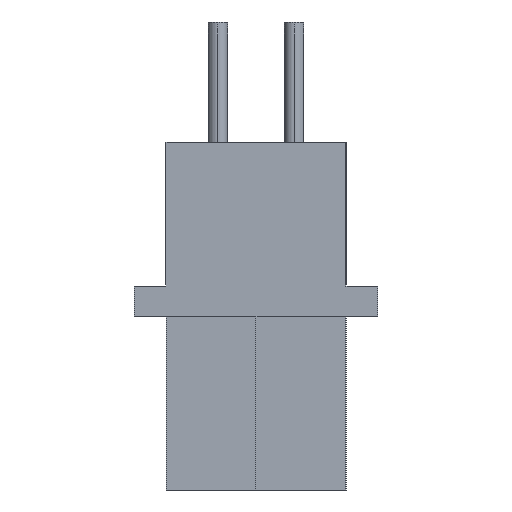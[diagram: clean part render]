
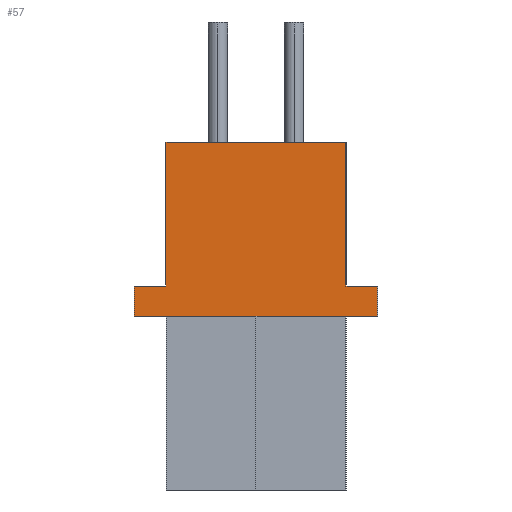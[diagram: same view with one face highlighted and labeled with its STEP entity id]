
A CAD part, left-side view. The second image highlights one B-rep face of the part: STEP entity #57.
In plain terms, the highlighted planar face has unit normal (-1, 0, 0).
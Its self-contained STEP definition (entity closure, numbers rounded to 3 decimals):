
#57=ADVANCED_FACE('3577',(#511),#512,.T.);
#511=FACE_OUTER_BOUND('',#1394,.T.);
#512=PLANE('',#1395);
#1394=EDGE_LOOP('',(#2441,#2442,#2443,#2444,#2445,#2446,#2447,#2448));
#1395=AXIS2_PLACEMENT_3D('',#2449,#2450,#2451);
#2441=ORIENTED_EDGE('',*,*,#5388,.F.);
#2442=ORIENTED_EDGE('',*,*,#5389,.F.);
#2443=ORIENTED_EDGE('',*,*,#5377,.T.);
#2444=ORIENTED_EDGE('',*,*,#5387,.T.);
#2445=ORIENTED_EDGE('',*,*,#5390,.T.);
#2446=ORIENTED_EDGE('',*,*,#5391,.F.);
#2447=ORIENTED_EDGE('',*,*,#5392,.F.);
#2448=ORIENTED_EDGE('',*,*,#5393,.T.);
#2449=CARTESIAN_POINT('',(-27.5,4.05,-5.8));
#2450=DIRECTION('',(-1.0,0.0,0.0));
#2451=DIRECTION('',(0.0,0.0,1.0));
#5377=EDGE_CURVE('3982',#6413,#6414,#6415,.T.);
#5387=EDGE_CURVE('4062',#6414,#6431,#6433,.T.);
#5388=EDGE_CURVE('4051',#6434,#6435,#6436,.T.);
#5389=EDGE_CURVE('4063',#6413,#6434,#6437,.T.);
#5390=EDGE_CURVE('4052',#6431,#6438,#6439,.T.);
#5391=EDGE_CURVE('4053',#6440,#6438,#6441,.T.);
#5392=EDGE_CURVE('4060',#6442,#6440,#6443,.T.);
#5393=EDGE_CURVE('4050',#6442,#6435,#6444,.T.);
#6413=VERTEX_POINT('',#8009);
#6414=VERTEX_POINT('',#8010);
#6415=LINE('',#8011,#8012);
#6431=VERTEX_POINT('',#8032);
#6433=LINE('',#8035,#8036);
#6434=VERTEX_POINT('',#8037);
#6435=VERTEX_POINT('',#8038);
#6436=LINE('',#8039,#8040);
#6437=LINE('',#8041,#8042);
#6438=VERTEX_POINT('',#8043);
#6439=LINE('',#8044,#8045);
#6440=VERTEX_POINT('',#8046);
#6441=LINE('',#8047,#8048);
#6442=VERTEX_POINT('',#8049);
#6443=LINE('',#8050,#8051);
#6444=LINE('',#8052,#8053);
#8009=CARTESIAN_POINT('',(-27.5,4.05,0.0));
#8010=CARTESIAN_POINT('',(-27.5,-4.05,0.0));
#8011=CARTESIAN_POINT('',(-27.5,4.05,0.0));
#8012=VECTOR('',#9913,8.1);
#8032=CARTESIAN_POINT('',(-27.5,-4.05,1.0));
#8035=CARTESIAN_POINT('',(-27.5,-4.05,0.0));
#8036=VECTOR('',#9931,1.0);
#8037=CARTESIAN_POINT('',(-27.5,4.05,1.0));
#8038=CARTESIAN_POINT('',(-27.5,3.0,1.0));
#8039=CARTESIAN_POINT('',(-27.5,4.05,1.0));
#8040=VECTOR('',#9932,1.05);
#8041=CARTESIAN_POINT('',(-27.5,4.05,0.0));
#8042=VECTOR('',#9933,1.0);
#8043=CARTESIAN_POINT('',(-27.5,-3.0,1.0));
#8044=CARTESIAN_POINT('',(-27.5,-4.05,1.0));
#8045=VECTOR('',#9934,1.05);
#8046=CARTESIAN_POINT('',(-27.5,-3.0,5.8));
#8047=CARTESIAN_POINT('',(-27.5,-3.0,5.8));
#8048=VECTOR('',#9935,4.8);
#8049=CARTESIAN_POINT('',(-27.5,3.0,5.8));
#8050=CARTESIAN_POINT('',(-27.5,3.0,5.8));
#8051=VECTOR('',#9936,6.0);
#8052=CARTESIAN_POINT('',(-27.5,3.0,5.8));
#8053=VECTOR('',#9937,4.8);
#9913=DIRECTION('',(0.0,-1.0,0.0));
#9931=DIRECTION('',(0.0,0.0,1.0));
#9932=DIRECTION('',(0.0,-1.0,0.0));
#9933=DIRECTION('',(0.0,0.0,1.0));
#9934=DIRECTION('',(0.0,1.0,0.0));
#9935=DIRECTION('',(0.0,0.0,-1.0));
#9936=DIRECTION('',(0.0,-1.0,0.0));
#9937=DIRECTION('',(0.0,0.0,-1.0));
